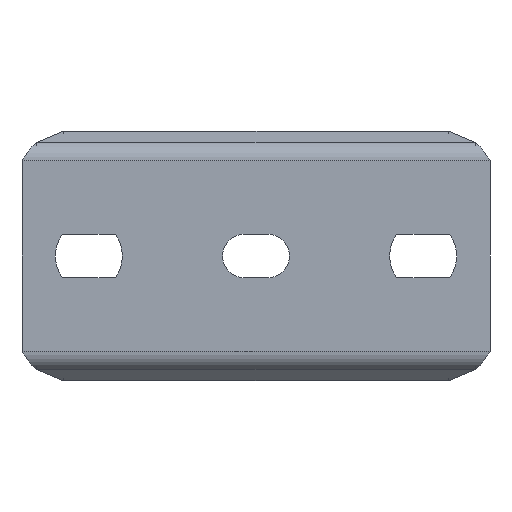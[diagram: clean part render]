
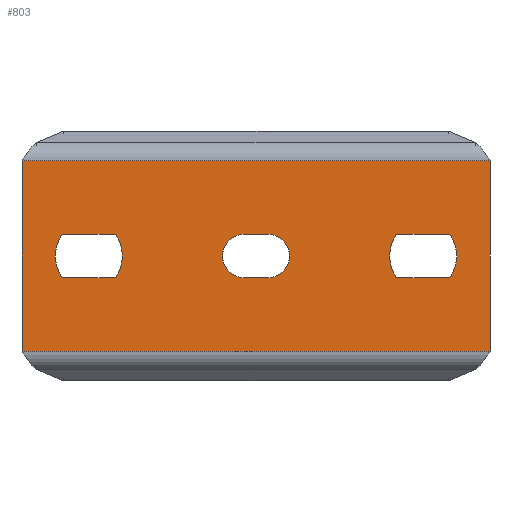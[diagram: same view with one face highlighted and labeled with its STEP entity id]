
A CAD part, front view. The second image highlights one B-rep face of the part: STEP entity #803.
In plain terms, the highlighted planar face has unit normal (0, -1, 0).
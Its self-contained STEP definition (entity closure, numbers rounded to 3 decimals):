
#178=CARTESIAN_POINT('',(70.,0.,28.5));
#189=DIRECTION('',(1.,0.,0.));
#190=VECTOR('',#189,140.);
#191=CARTESIAN_POINT('',(-70.,0.,-28.5));
#192=LINE('',#191,#190);
#193=DIRECTION('',(0.,0.,1.));
#194=VECTOR('',#193,57.);
#195=CARTESIAN_POINT('',(-70.,0.,-28.5));
#196=LINE('',#195,#194);
#197=DIRECTION('',(1.,0.,0.));
#198=VECTOR('',#197,140.);
#199=CARTESIAN_POINT('',(-70.,0.,28.5));
#200=LINE('',#199,#198);
#201=DIRECTION('',(0.,0.,-1.));
#202=VECTOR('',#201,57.);
#203=CARTESIAN_POINT('',(70.,0.,28.5));
#204=LINE('',#203,#202);
#205=CARTESIAN_POINT('',(-3.5,0.,0.));
#206=DIRECTION('',(0.,1.,0.));
#207=DIRECTION('',(0.,0.,-1.));
#208=AXIS2_PLACEMENT_3D('',#205,#206,#207);
#210=DIRECTION('',(-1.,0.,0.));
#211=VECTOR('',#210,7.);
#212=CARTESIAN_POINT('',(3.5,0.,-6.5));
#213=LINE('',#212,#211);
#214=CARTESIAN_POINT('',(3.5,0.,0.));
#215=DIRECTION('',(0.,1.,0.));
#216=DIRECTION('',(0.,0.,1.));
#217=AXIS2_PLACEMENT_3D('',#214,#215,#216);
#219=DIRECTION('',(1.,0.,0.));
#220=VECTOR('',#219,7.);
#221=CARTESIAN_POINT('',(-3.5,0.,6.5));
#222=LINE('',#221,#220);
#223=CARTESIAN_POINT('',(51.101,0.,0.));
#224=DIRECTION('',(0.,1.,0.));
#225=DIRECTION('',(-0.811,0.,-0.586));
#226=AXIS2_PLACEMENT_3D('',#223,#224,#225);
#228=DIRECTION('',(-1.,0.,0.));
#229=VECTOR('',#228,15.796);
#230=CARTESIAN_POINT('',(57.898,0.,-6.5));
#231=LINE('',#230,#229);
#232=CARTESIAN_POINT('',(48.899,0.,0.));
#233=DIRECTION('',(0.,1.,0.));
#234=DIRECTION('',(0.811,0.,0.586));
#235=AXIS2_PLACEMENT_3D('',#232,#233,#234);
#237=DIRECTION('',(1.,0.,0.));
#238=VECTOR('',#237,15.796);
#239=CARTESIAN_POINT('',(42.102,0.,6.5));
#240=LINE('',#239,#238);
#241=CARTESIAN_POINT('',(-51.101,0.,0.));
#242=DIRECTION('',(0.,-1.,0.));
#243=DIRECTION('',(0.811,0.,-0.586));
#244=AXIS2_PLACEMENT_3D('',#241,#242,#243);
#246=DIRECTION('',(-1.,0.,0.));
#247=VECTOR('',#246,15.796);
#248=CARTESIAN_POINT('',(-42.102,0.,6.5));
#249=LINE('',#248,#247);
#250=CARTESIAN_POINT('',(-48.899,0.,0.));
#251=DIRECTION('',(0.,-1.,0.));
#252=DIRECTION('',(-0.811,0.,0.586));
#253=AXIS2_PLACEMENT_3D('',#250,#251,#252);
#255=DIRECTION('',(1.,0.,0.));
#256=VECTOR('',#255,15.796);
#257=CARTESIAN_POINT('',(-57.898,0.,-6.5));
#258=LINE('',#257,#256);
#401=CARTESIAN_POINT('',(-3.5,0.,-6.5));
#402=CARTESIAN_POINT('',(-3.5,0.,6.5));
#403=VERTEX_POINT('',#401);
#404=VERTEX_POINT('',#402);
#405=CARTESIAN_POINT('',(3.5,0.,6.5));
#406=VERTEX_POINT('',#405);
#407=CARTESIAN_POINT('',(3.5,0.,-6.5));
#408=VERTEX_POINT('',#407);
#409=CARTESIAN_POINT('',(42.102,0.,-6.5));
#410=CARTESIAN_POINT('',(42.102,0.,6.5));
#411=VERTEX_POINT('',#409);
#412=VERTEX_POINT('',#410);
#413=CARTESIAN_POINT('',(57.898,0.,6.5));
#414=VERTEX_POINT('',#413);
#415=CARTESIAN_POINT('',(57.898,0.,-6.5));
#416=VERTEX_POINT('',#415);
#417=CARTESIAN_POINT('',(-42.102,0.,-6.5));
#418=CARTESIAN_POINT('',(-42.102,0.,6.5));
#419=VERTEX_POINT('',#417);
#420=VERTEX_POINT('',#418);
#421=CARTESIAN_POINT('',(-57.898,0.,-6.5));
#422=VERTEX_POINT('',#421);
#423=CARTESIAN_POINT('',(-57.898,0.,6.5));
#424=VERTEX_POINT('',#423);
#433=VERTEX_POINT('',#178);
#434=CARTESIAN_POINT('',(-70.,0.,28.5));
#435=VERTEX_POINT('',#434);
#443=CARTESIAN_POINT('',(-70.,0.,-28.5));
#444=VERTEX_POINT('',#443);
#445=CARTESIAN_POINT('',(70.,0.,-28.5));
#446=VERTEX_POINT('',#445);
#760=CARTESIAN_POINT('',(0.,0.,0.));
#761=DIRECTION('',(0.,1.,0.));
#762=DIRECTION('',(1.,0.,0.));
#763=AXIS2_PLACEMENT_3D('',#760,#761,#762);
#764=PLANE('',#763);
#766=ORIENTED_EDGE('',*,*,#765,.F.);
#767=ORIENTED_EDGE('',*,*,#593,.T.);
#768=ORIENTED_EDGE('',*,*,#754,.T.);
#770=ORIENTED_EDGE('',*,*,#769,.T.);
#771=EDGE_LOOP('',(#766,#767,#768,#770));
#772=FACE_OUTER_BOUND('',#771,.F.);
#774=ORIENTED_EDGE('',*,*,#773,.F.);
#776=ORIENTED_EDGE('',*,*,#775,.F.);
#778=ORIENTED_EDGE('',*,*,#777,.F.);
#780=ORIENTED_EDGE('',*,*,#779,.F.);
#781=EDGE_LOOP('',(#774,#776,#778,#780));
#782=FACE_BOUND('',#781,.F.);
#784=ORIENTED_EDGE('',*,*,#783,.F.);
#786=ORIENTED_EDGE('',*,*,#785,.F.);
#788=ORIENTED_EDGE('',*,*,#787,.F.);
#790=ORIENTED_EDGE('',*,*,#789,.F.);
#791=EDGE_LOOP('',(#784,#786,#788,#790));
#792=FACE_BOUND('',#791,.F.);
#794=ORIENTED_EDGE('',*,*,#793,.T.);
#796=ORIENTED_EDGE('',*,*,#795,.T.);
#798=ORIENTED_EDGE('',*,*,#797,.T.);
#800=ORIENTED_EDGE('',*,*,#799,.T.);
#801=EDGE_LOOP('',(#794,#796,#798,#800));
#802=FACE_BOUND('',#801,.F.);
#803=ADVANCED_FACE('',(#772,#782,#792,#802),#764,.F.);
#209=CIRCLE('',#208,6.5);
#218=CIRCLE('',#217,6.5);
#227=CIRCLE('',#226,11.101);
#236=CIRCLE('',#235,11.101);
#245=CIRCLE('',#244,11.101);
#254=CIRCLE('',#253,11.101);
#593=EDGE_CURVE('',#444,#435,#196,.T.);
#754=EDGE_CURVE('',#435,#433,#200,.T.);
#765=EDGE_CURVE('',#444,#446,#192,.T.);
#769=EDGE_CURVE('',#433,#446,#204,.T.);
#773=EDGE_CURVE('',#403,#404,#209,.T.);
#775=EDGE_CURVE('',#408,#403,#213,.T.);
#777=EDGE_CURVE('',#406,#408,#218,.T.);
#779=EDGE_CURVE('',#404,#406,#222,.T.);
#783=EDGE_CURVE('',#411,#412,#227,.T.);
#785=EDGE_CURVE('',#416,#411,#231,.T.);
#787=EDGE_CURVE('',#414,#416,#236,.T.);
#789=EDGE_CURVE('',#412,#414,#240,.T.);
#793=EDGE_CURVE('',#419,#420,#245,.T.);
#795=EDGE_CURVE('',#420,#424,#249,.T.);
#797=EDGE_CURVE('',#424,#422,#254,.T.);
#799=EDGE_CURVE('',#422,#419,#258,.T.);
